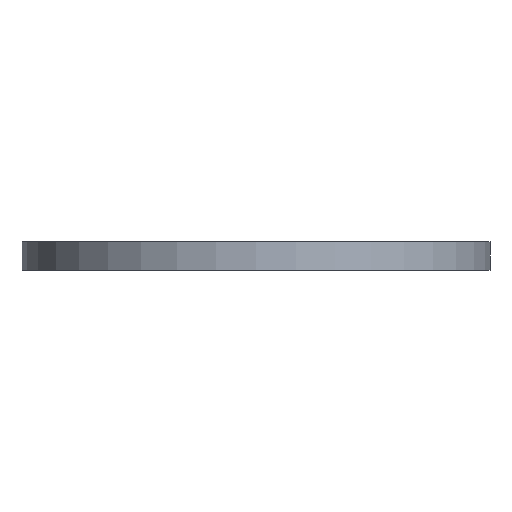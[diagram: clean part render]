
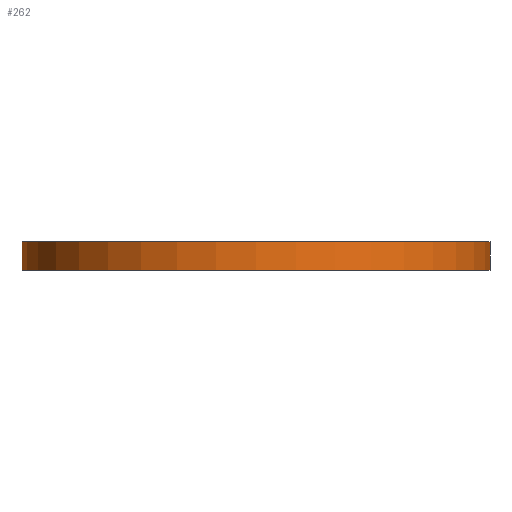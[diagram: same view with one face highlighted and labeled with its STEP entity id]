
A CAD part, front view. The second image highlights one B-rep face of the part: STEP entity #262.
In plain terms, the highlighted cylindrical face has radius 48.492 mm (diameter 96.985 mm), a partial arc.
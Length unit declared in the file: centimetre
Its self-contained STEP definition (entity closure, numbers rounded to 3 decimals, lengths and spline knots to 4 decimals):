
#110=VECTOR('',#294,1.);
#111=VECTOR('',#297,1.);
#126=LINE('',#340,#110);
#127=LINE('',#344,#111);
#142=VERTEX_POINT('',#338);
#143=VERTEX_POINT('',#339);
#144=VERTEX_POINT('',#341);
#145=VERTEX_POINT('',#343);
#158=CIRCLE('',#273,4.8493);
#159=CIRCLE('',#274,4.8493);
#166=EDGE_CURVE('',#142,#143,#158,.T.);
#167=EDGE_CURVE('',#144,#143,#126,.T.);
#168=EDGE_CURVE('',#144,#145,#159,.T.);
#169=EDGE_CURVE('',#145,#142,#127,.T.);
#190=ORIENTED_EDGE('',*,*,#166,.T.);
#191=ORIENTED_EDGE('',*,*,#167,.F.);
#192=ORIENTED_EDGE('',*,*,#168,.T.);
#193=ORIENTED_EDGE('',*,*,#169,.T.);
#238=EDGE_LOOP('',(#190,#191,#192,#193));
#250=FACE_BOUND('',#238,.T.);
#262=ADVANCED_FACE('',(#250),#386,.T.);
#272=AXIS2_PLACEMENT_3D('',#336,#290,#291);
#273=AXIS2_PLACEMENT_3D('',#337,#292,#293);
#274=AXIS2_PLACEMENT_3D('',#342,#295,#296);
#290=DIRECTION('',(0.,0.,1.));
#291=DIRECTION('',(4.849,0.,0.));
#292=DIRECTION('',(0.,0.,-1.));
#293=DIRECTION('',(4.849,0.,0.));
#294=DIRECTION('',(0.,0.,1.));
#295=DIRECTION('',(0.,0.,1.));
#296=DIRECTION('',(4.849,0.,0.));
#297=DIRECTION('',(0.,0.,1.));
#336=CARTESIAN_POINT('',(0.,0.,-0.3));
#337=CARTESIAN_POINT('',(0.,0.,0.3));
#338=CARTESIAN_POINT('',(4.2881,2.2644,0.3));
#339=CARTESIAN_POINT('',(-4.2881,2.2644,0.3));
#340=CARTESIAN_POINT('',(-4.2881,2.2644,-0.3));
#341=CARTESIAN_POINT('',(-4.2881,2.2644,-0.3));
#342=CARTESIAN_POINT('',(0.,0.,-0.3));
#343=CARTESIAN_POINT('',(4.2881,2.2644,-0.3));
#344=CARTESIAN_POINT('',(4.2881,2.2644,-0.3));
#386=CYLINDRICAL_SURFACE('',#272,4.8493);
